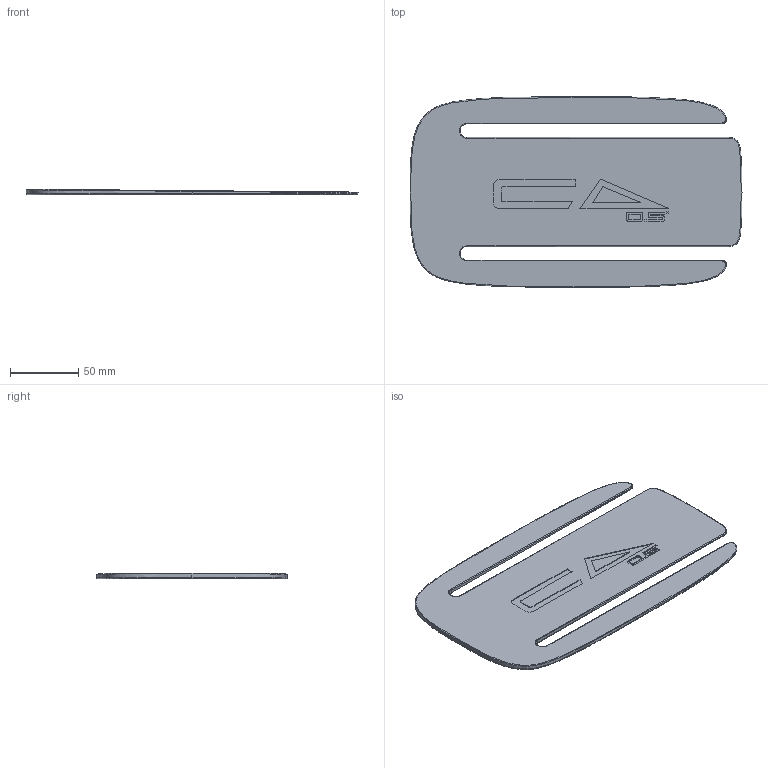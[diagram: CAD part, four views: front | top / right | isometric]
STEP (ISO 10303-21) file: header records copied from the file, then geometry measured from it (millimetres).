
FILE_DESCRIPTION(/* description */ (''),/* implementation_level */ '2;1');
FILE_NAME(/* name */ 'BASE PLATE SHIM 0.5 DEG',/* time_stamp */ '2023-09-05T17:48:52+08:00',/* author */ (''),/* organization */ (''),/* preprocessor_version */ 'ST-DEVELOPER v16.5',/* originating_system */ 'Rhino 7.32',/* authorisation */ '');
FILE_SCHEMA (('CONFIG_CONTROL_DESIGN'));
Length unit declared in the file: millimetre
Products named in the file (1): Document
Bounding box: 243.54 x 140 x 4.12 mm (x, y, z)
Volume: 85212.7 mm3; surface area: 59836.1 mm2
Topology: 1 solids, 1 shells, 211 faces, 568 edges, 368 vertices
Faces by surface type: plane 128, bspline 73, cylinder 10
Entity records: 7525 total; most frequent: CARTESIAN_POINT 3769, ORIENTED_EDGE 1136, EDGE_CURVE 568, B_SPLINE_CURVE_WITH_KNOTS 482, VERTEX_POINT 368, EDGE_LOOP 220, ADVANCED_FACE 211, FACE_OUTER_BOUND 211
